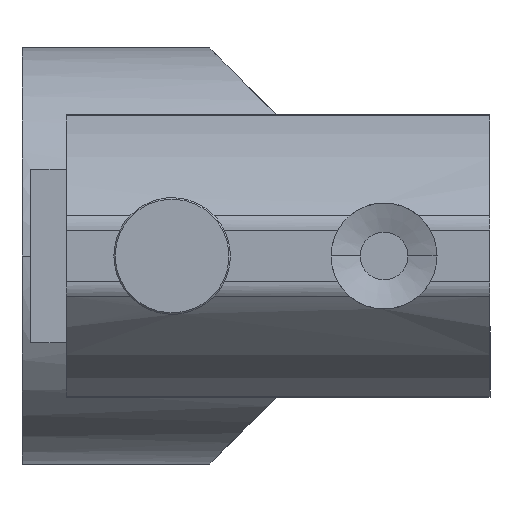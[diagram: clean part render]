
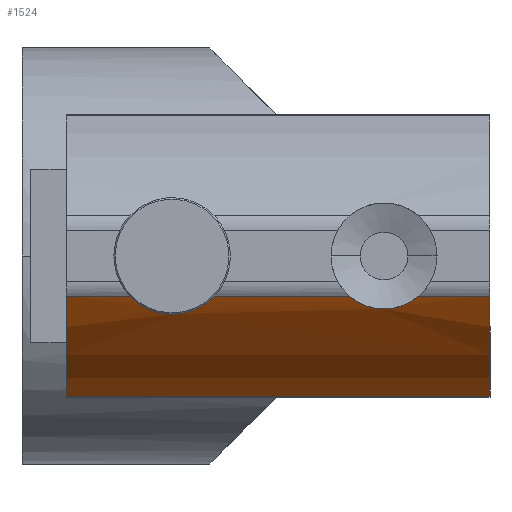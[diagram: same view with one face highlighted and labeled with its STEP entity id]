
A CAD part, left-side view. The second image highlights one B-rep face of the part: STEP entity #1524.
In plain terms, the highlighted cylindrical face has radius 8.5 mm (diameter 17 mm), a partial arc.
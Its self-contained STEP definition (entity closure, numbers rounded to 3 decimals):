
#5 = LINE ( 'NONE', #974, #2696 ) ;
#186 = CARTESIAN_POINT ( 'NONE',  ( -15.627, -10.615, -1.458 ) ) ;
#190 = CARTESIAN_POINT ( 'NONE',  ( -15.759, -3.2, -1.29 ) ) ;
#201 = EDGE_CURVE ( 'NONE', #727, #1666, #4134, .T. ) ;
#214 = ORIENTED_EDGE ( 'NONE', *, *, #1451, .F. ) ;
#274 = CARTESIAN_POINT ( 'NONE',  ( -15.621, -9.883, -1.465 ) ) ;
#300 = EDGE_CURVE ( 'NONE', #2676, #727, #3611, .T. ) ;
#317 = ORIENTED_EDGE ( 'NONE', *, *, #1899, .T. ) ;
#407 = CARTESIAN_POINT ( 'NONE',  ( -15.514, -4.718, -1.598 ) ) ;
#505 = ORIENTED_EDGE ( 'NONE', *, *, #201, .T. ) ;
#533 = VECTOR ( 'NONE', #3719, 1000. ) ;
#563 = CARTESIAN_POINT ( 'NONE',  ( -15.789, -11.099, -1.248 ) ) ;
#610 = EDGE_LOOP ( 'NONE', ( #317, #2255, #1781, #2734, #919, #505, #214, #1132 ) ) ;
#697 = EDGE_CURVE ( 'NONE', #2494, #2676, #3124, .T. ) ;
#703 = CARTESIAN_POINT ( 'NONE',  ( -15.814, -5.372, -1.214 ) ) ;
#727 = VERTEX_POINT ( 'NONE', #1839 ) ;
#776 = VERTEX_POINT ( 'NONE', #1736 ) ;
#793 = CARTESIAN_POINT ( 'NONE',  ( -15.659, -3.377, -1.418 ) ) ;
#911 = DIRECTION ( 'NONE',  ( 0., 1., 0. ) ) ;
#919 = ORIENTED_EDGE ( 'NONE', *, *, #300, .T. ) ;
#974 = CARTESIAN_POINT ( 'NONE',  ( -12.359, -13.25, -3.967 ) ) ;
#1117 = CARTESIAN_POINT ( 'NONE',  ( -15.762, -5.293, -1.283 ) ) ;
#1132 = ORIENTED_EDGE ( 'NONE', *, *, #3162, .F. ) ;
#1135 = CARTESIAN_POINT ( 'NONE',  ( -15.52, -3.792, -1.589 ) ) ;
#1165 = LINE ( 'NONE', #1864, #1949 ) ;
#1227 = CARTESIAN_POINT ( 'NONE',  ( -15.868, -13.25, -1.139 ) ) ;
#1356 = CARTESIAN_POINT ( 'NONE',  ( -15.469, -4.136, -1.65 ) ) ;
#1451 = EDGE_CURVE ( 'NONE', #776, #1666, #5, .T. ) ;
#1462 = CARTESIAN_POINT ( 'NONE',  ( -15.72, -9.551, -1.339 ) ) ;
#1493 = DIRECTION ( 'NONE',  ( 0., 0., 1. ) ) ;
#1524 = ADVANCED_FACE ( 'NONE', ( #3298 ), #2374, .T. ) ;
#1594 = DIRECTION ( 'NONE',  ( 0., -1., 0. ) ) ;
#1666 = VERTEX_POINT ( 'NONE', #3809 ) ;
#1696 = CARTESIAN_POINT ( 'NONE',  ( -15.47, -4.486, -1.65 ) ) ;
#1736 = CARTESIAN_POINT ( 'NONE',  ( -12.359, -13.25, -3.967 ) ) ;
#1740 = VERTEX_POINT ( 'NONE', #2367 ) ;
#1777 = AXIS2_PLACEMENT_3D ( 'NONE', #3755, #4066, #1493 ) ;
#1781 = ORIENTED_EDGE ( 'NONE', *, *, #1922, .T. ) ;
#1839 = CARTESIAN_POINT ( 'NONE',  ( -15.868, -1.25, -1.139 ) ) ;
#1864 = CARTESIAN_POINT ( 'NONE',  ( -15.868, -13.25, -1.139 ) ) ;
#1865 = DIRECTION ( 'NONE',  ( 0., 0., 1. ) ) ;
#1899 = EDGE_CURVE ( 'NONE', #3886, #1740, #1165, .T. ) ;
#1922 = EDGE_CURVE ( 'NONE', #2597, #2494, #4097, .T. ) ;
#1939 = DIRECTION ( 'NONE',  ( 0., 1., 0. ) ) ;
#1949 = VECTOR ( 'NONE', #911, 1000. ) ;
#2193 = CARTESIAN_POINT ( 'NONE',  ( -15.593, -10.067, -1.5 ) ) ;
#2255 = ORIENTED_EDGE ( 'NONE', *, *, #2739, .T. ) ;
#2340 = CARTESIAN_POINT ( 'NONE',  ( -15.868, -13.25, -1.139 ) ) ;
#2348 = DIRECTION ( 'NONE',  ( 0., 0., 1. ) ) ;
#2367 = CARTESIAN_POINT ( 'NONE',  ( -15.868, -11.227, -1.139 ) ) ;
#2374 = CYLINDRICAL_SURFACE ( 'NONE', #3071, 8.5 ) ;
#2419 = B_SPLINE_CURVE_WITH_KNOTS ( 'NONE', 3,
 ( #3772, #563, #3137, #3057, #186, #2482, #4081, #2193, #274, #1462, #3708, #3384 ),
 .UNSPECIFIED., .F., .F.,
 ( 4, 2, 2, 2, 2, 4 ),
 ( 0., 0.001, 0.001, 0.001, 0.002, 0.002 ),
 .UNSPECIFIED. ) ;
#2466 = CARTESIAN_POINT ( 'NONE',  ( -15.868, -3.056, -1.139 ) ) ;
#2482 = CARTESIAN_POINT ( 'NONE',  ( -15.6, -10.437, -1.491 ) ) ;
#2494 = VERTEX_POINT ( 'NONE', #3023 ) ;
#2597 = VERTEX_POINT ( 'NONE', #3587 ) ;
#2663 = DIRECTION ( 'NONE',  ( 0., 1., 0. ) ) ;
#2676 = VERTEX_POINT ( 'NONE', #4035 ) ;
#2696 = VECTOR ( 'NONE', #1939, 1000. ) ;
#2734 = ORIENTED_EDGE ( 'NONE', *, *, #697, .T. ) ;
#2739 = EDGE_CURVE ( 'NONE', #1740, #2597, #2419, .T. ) ;
#2782 = CARTESIAN_POINT ( 'NONE',  ( -15.48, -4.017, -1.638 ) ) ;
#2866 = CARTESIAN_POINT ( 'NONE',  ( -15.868, -13.25, -1.139 ) ) ;
#2965 = CARTESIAN_POINT ( 'NONE',  ( -15.868, -5.444, -1.139 ) ) ;
#3005 = AXIS2_PLACEMENT_3D ( 'NONE', #3460, #1594, #1865 ) ;
#3023 = CARTESIAN_POINT ( 'NONE',  ( -15.868, -5.444, -1.139 ) ) ;
#3057 = CARTESIAN_POINT ( 'NONE',  ( -15.646, -10.701, -1.433 ) ) ;
#3071 = AXIS2_PLACEMENT_3D ( 'NONE', #3340, #2663, #2348 ) ;
#3124 = B_SPLINE_CURVE_WITH_KNOTS ( 'NONE', 3,
 ( #2965, #703, #1117, #3601, #3991, #407, #1696, #1356, #2782, #1135, #4049, #793, #190, #2466 ),
 .UNSPECIFIED., .F., .F.,
 ( 4, 2, 2, 2, 2, 2, 4 ),
 ( 0., 0., 0.001, 0.001, 0.002, 0.002, 0.003 ),
 .UNSPECIFIED. ) ;
#3137 = CARTESIAN_POINT ( 'NONE',  ( -15.72, -10.951, -1.338 ) ) ;
#3162 = EDGE_CURVE ( 'NONE', #3886, #776, #4104, .T. ) ;
#3239 = DIRECTION ( 'NONE',  ( 0., 1., 0. ) ) ;
#3298 = FACE_OUTER_BOUND ( 'NONE', #610, .T. ) ;
#3340 = CARTESIAN_POINT ( 'NONE',  ( -8.97, -13.25, 3.828 ) ) ;
#3384 = CARTESIAN_POINT ( 'NONE',  ( -15.868, -9.273, -1.139 ) ) ;
#3460 = CARTESIAN_POINT ( 'NONE',  ( -8.97, -1.25, 3.828 ) ) ;
#3587 = CARTESIAN_POINT ( 'NONE',  ( -15.868, -9.273, -1.139 ) ) ;
#3601 = CARTESIAN_POINT ( 'NONE',  ( -15.667, -5.119, -1.407 ) ) ;
#3611 = LINE ( 'NONE', #2340, #3874 ) ;
#3708 = CARTESIAN_POINT ( 'NONE',  ( -15.789, -9.401, -1.248 ) ) ;
#3719 = DIRECTION ( 'NONE',  ( 0., 1., 0. ) ) ;
#3755 = CARTESIAN_POINT ( 'NONE',  ( -8.97, -13.25, 3.828 ) ) ;
#3772 = CARTESIAN_POINT ( 'NONE',  ( -15.868, -11.227, -1.139 ) ) ;
#3809 = CARTESIAN_POINT ( 'NONE',  ( -12.359, -1.25, -3.967 ) ) ;
#3874 = VECTOR ( 'NONE', #3239, 1000. ) ;
#3886 = VERTEX_POINT ( 'NONE', #2866 ) ;
#3991 = CARTESIAN_POINT ( 'NONE',  ( -15.624, -5.023, -1.462 ) ) ;
#4035 = CARTESIAN_POINT ( 'NONE',  ( -15.868, -3.056, -1.139 ) ) ;
#4049 = CARTESIAN_POINT ( 'NONE',  ( -15.55, -3.683, -1.553 ) ) ;
#4066 = DIRECTION ( 'NONE',  ( 0., -1., 0. ) ) ;
#4081 = CARTESIAN_POINT ( 'NONE',  ( -15.593, -10.344, -1.5 ) ) ;
#4097 = LINE ( 'NONE', #1227, #533 ) ;
#4104 = CIRCLE ( 'NONE', #1777, 8.5 ) ;
#4134 = CIRCLE ( 'NONE', #3005, 8.5 ) ;
